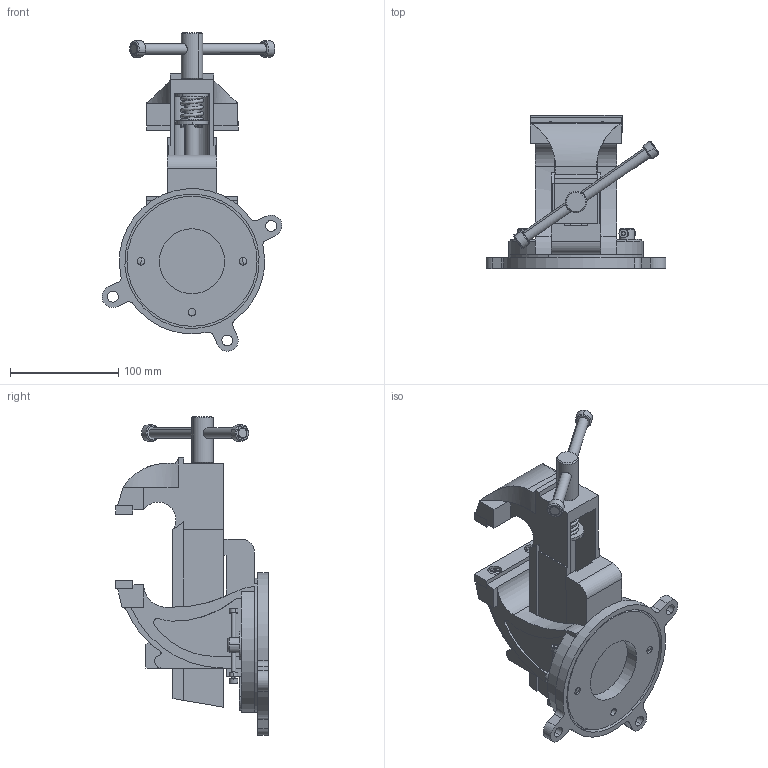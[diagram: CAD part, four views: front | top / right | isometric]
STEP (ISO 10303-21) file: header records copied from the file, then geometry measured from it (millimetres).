
FILE_DESCRIPTION (( 'STEP AP203' ), '1' );
FILE_NAME ('Ò01 Òèñêè 3D-ìîäåëü.STEP', '2017-05-31T03:00:02', ( 'AAA' ), ( '' ), 'SwSTEP 2.0', 'SolidWorks 2009', '' );
FILE_SCHEMA (( 'CONFIG_CONTROL_DESIGN' ));
Length unit declared in the file: millimetre
Products named in the file (16): Ò01 Òèñêè 3D-ìîäåëü; Ò 01.000.00 ÑÁ  Êîðïóñ; Ò1.000.02 Ïîëçóí; Ò1.000.03 Ãóáêà; Ò1.000.04 Øòîê; Ò1.000.07 Îãðàíè÷èòåëü; Ò1.000.06 Ðóêîÿäêà; Ò1.000.10 Îãðàíè÷èòåëü; Ò1.000.08 Ðóêîÿäêà; Ò1.000.09 Ôèêñàòîð; Ò1.000.05 Ôëàíåö; ﾒ1.000.11 ﾎ魵瑙韃; Âèíò Ì6; 崶錒艜; ﾘ琺矜 14; Ïðóæèí Ò01
Assembly tree (26 placements, depth 2):
  Ò01 Òèñêè 3D-ìîäåëü
    ﾘ琺矜 14  x2
    Ò1.000.04 Øòîê
    ﾒ1.000.11 ﾎ魵瑙韃
    Ò1.000.07 Îãðàíè÷èòåëü  x2
    Ò1.000.05 Ôëàíåö
    Ò1.000.06 Ðóêîÿäêà
    Ò1.000.09 Ôèêñàòîð  x2
    崶錒艜
    Ò1.000.10 Îãðàíè÷èòåëü  x4
    Ò1.000.08 Ðóêîÿäêà  x2
    Âèíò Ì6  x4
    Ò1.000.02 Ïîëçóí
    Ò1.000.03 Ãóáêà  x2
    Ò 01.000.00 ÑÁ  Êîðïóñ
    Ïðóæèí Ò01
Bounding box: 166.04 x 141.01 x 293.86 mm (x, y, z)
Volume: 1031398.5 mm3; surface area: 240152.2 mm2
Topology: 26 solids, 26 shells, 495 faces, 1205 edges, 767 vertices
Faces by surface type: cylinder 198, plane 196, cone 80, bspline 19, torus 2
Entity records: 14938 total; most frequent: CARTESIAN_POINT 4493, DIRECTION 1822, ORIENTED_EDGE 1718, EDGE_CURVE 859, AXIS2_PLACEMENT_3D 676, VERTEX_POINT 556, VECTOR 470, LINE 470
